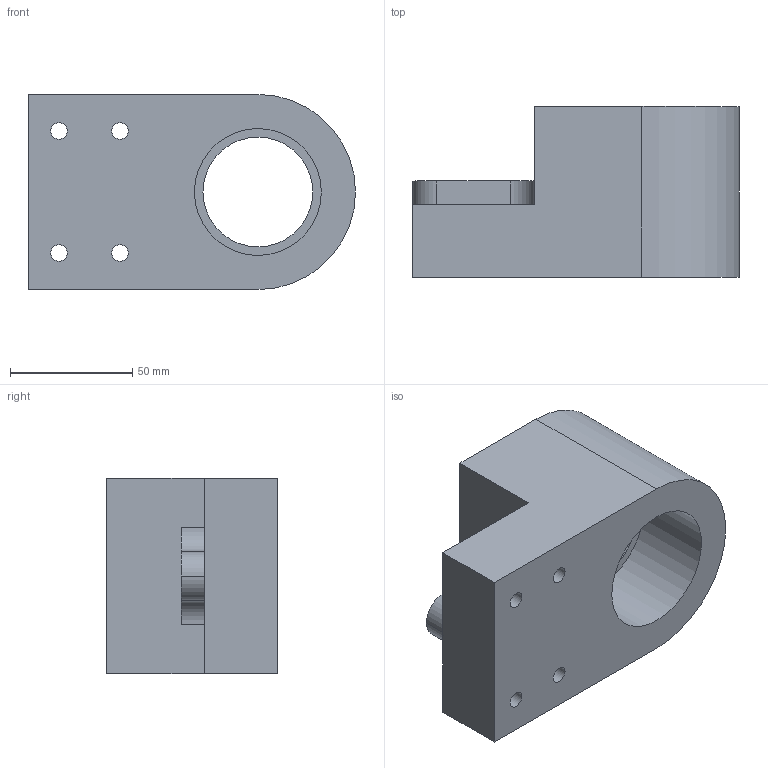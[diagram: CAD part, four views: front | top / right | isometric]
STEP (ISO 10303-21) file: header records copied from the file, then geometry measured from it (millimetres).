
FILE_DESCRIPTION( ( 'STEP AP214' ), '1' );
FILE_NAME( ' ', ' ', ( ' ' ), ( ' ' ), 'PSStep 10.1', ' ', ' ' );
FILE_SCHEMA( ( 'AUTOMOTIVE_DESIGN { 1 0 10303 214 1 1 1 1 }' ) );
Length unit declared in the file: millimetre
Products named in the file (1): @55
Bounding box: 134 x 70 x 80 mm (x, y, z)
Volume: 400379.7 mm3; surface area: 54856.9 mm2
Topology: 1 solids, 1 shells, 24 faces, 65 edges, 45 vertices
Faces by surface type: plane 12, cylinder 12
Full cylindrical faces by diameter (mm): 6.75 x4, 45 x1, 52 x2
Entity records: 921 total; most frequent: DIRECTION 127, CARTESIAN_POINT 118, ORIENTED_EDGE 106, EDGE_CURVE 53, AXIS2_PLACEMENT_3D 49, EDGE_LOOP 43, VERTEX_POINT 40, FACE_OUTER_BOUND 31
